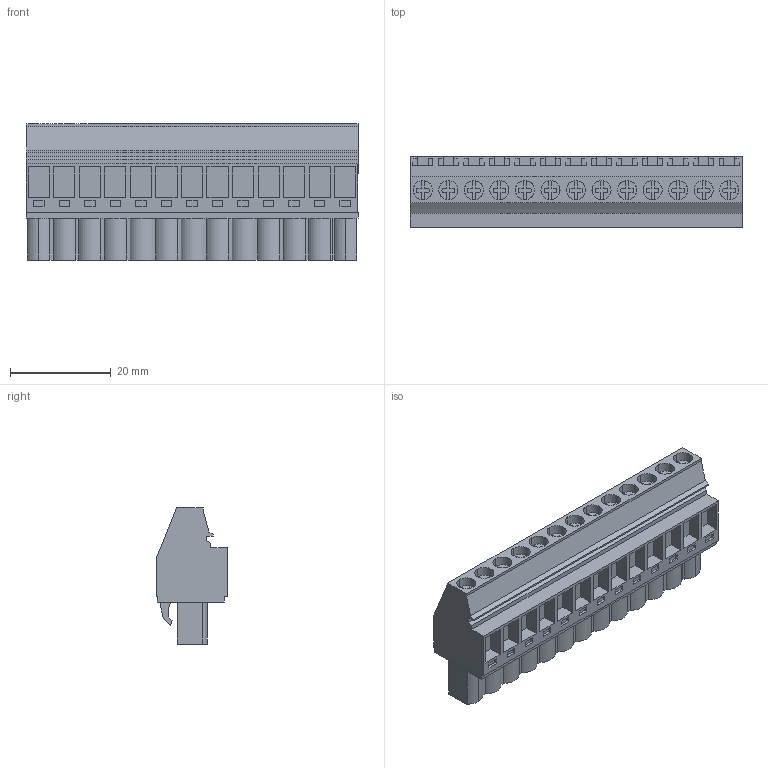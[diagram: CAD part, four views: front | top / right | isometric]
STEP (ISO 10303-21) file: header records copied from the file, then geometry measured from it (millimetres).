
FILE_DESCRIPTION(('CATIA V5 STEP','CAx-IF Rec.Pracs.--- Model Styling and Organization---1.2---2011-12-15'),'2;1');
FILE_NAME ('D1460131_0_1948900000_1948900000.stp','2017-09-09T07:55:57+00:00',('none'),('Weidmueller'),'CATIA Version 5-6 Release 2014','CATIA V5 STEP AP214','none');
FILE_SCHEMA(('AUTOMOTIVE_DESIGN { 1 0 10303 214 1 1 1 1 }'));
Length unit declared in the file: millimetre
Products named in the file (1): 1948900000
Bounding box: 66.04 x 14.1 x 27.1 mm (x, y, z)
Volume: 14977.8 mm3; surface area: 8844.1 mm2
Topology: 14 solids, 14 shells, 848 faces, 2377 edges, 1610 vertices
Faces by surface type: plane 729, cylinder 115, extrusion 4
Entity records: 25670 total; most frequent: CARTESIAN_POINT 4950, ORIENTED_EDGE 4754, DIRECTION 3435, EDGE_CURVE 2377, VECTOR 2091, LINE 2087, VERTEX_POINT 1610, EDGE_LOOP 903
